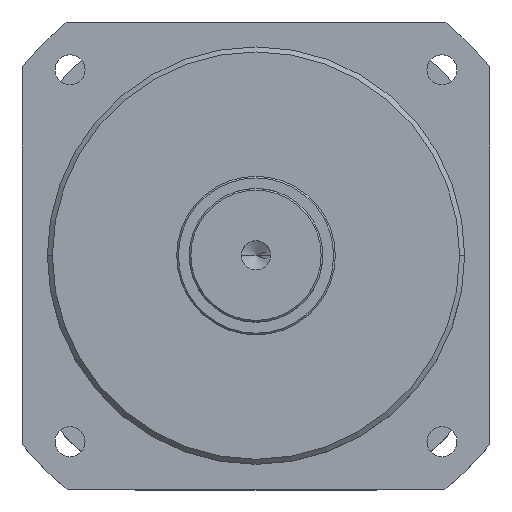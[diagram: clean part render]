
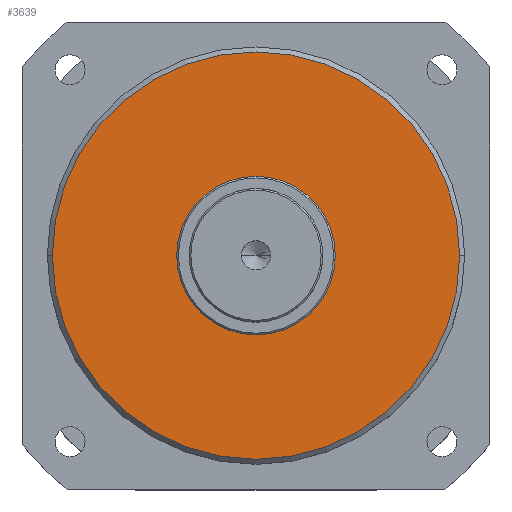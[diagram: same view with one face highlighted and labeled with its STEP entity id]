
A CAD part, top view. The second image highlights one B-rep face of the part: STEP entity #3639.
In plain terms, the highlighted planar face has unit normal (0, 0, 1).
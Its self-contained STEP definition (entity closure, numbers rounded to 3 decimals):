
#10 = CARTESIAN_POINT ( 'NONE',  ( 0., 0., 70. ) ) ;
#47 = DIRECTION ( 'NONE',  ( 0., 0., 1. ) ) ;
#78 = CARTESIAN_POINT ( 'NONE',  ( 0., 0., 70. ) ) ;
#300 = CIRCLE ( 'NONE', #1213, 122. ) ;
#301 = CIRCLE ( 'NONE', #1185, 122. ) ;
#349 = VERTEX_POINT ( 'NONE', #1566 ) ;
#378 = DIRECTION ( 'NONE',  ( 1., 0., 0. ) ) ;
#448 = PLANE ( 'NONE',  #3760 ) ;
#797 = DIRECTION ( 'NONE',  ( 1., 0., 0. ) ) ;
#823 = CARTESIAN_POINT ( 'NONE',  ( 47.5, 0., 70. ) ) ;
#831 = ORIENTED_EDGE ( 'NONE', *, *, #3498, .T. ) ;
#877 = VERTEX_POINT ( 'NONE', #823 ) ;
#1029 = EDGE_LOOP ( 'NONE', ( #831, #1239 ) ) ;
#1169 = EDGE_LOOP ( 'NONE', ( #4227, #3571 ) ) ;
#1173 = VERTEX_POINT ( 'NONE', #3638 ) ;
#1185 = AXIS2_PLACEMENT_3D ( 'NONE', #10, #2461, #378 ) ;
#1213 = AXIS2_PLACEMENT_3D ( 'NONE', #1688, #4135, #2025 ) ;
#1239 = ORIENTED_EDGE ( 'NONE', *, *, #2699, .T. ) ;
#1409 = EDGE_CURVE ( 'NONE', #877, #1173, #1612, .T. ) ;
#1560 = AXIS2_PLACEMENT_3D ( 'NONE', #2134, #47, #2492 ) ;
#1566 = CARTESIAN_POINT ( 'NONE',  ( -122., 0., 70. ) ) ;
#1612 = CIRCLE ( 'NONE', #1560, 47.5 ) ;
#1688 = CARTESIAN_POINT ( 'NONE',  ( 0., 0., 70. ) ) ;
#1749 = DIRECTION ( 'NONE',  ( 0., 0., 1. ) ) ;
#1907 = CIRCLE ( 'NONE', #1944, 47.5 ) ;
#1944 = AXIS2_PLACEMENT_3D ( 'NONE', #3841, #1749, #4204 ) ;
#2025 = DIRECTION ( 'NONE',  ( 1., 0., 0. ) ) ;
#2134 = CARTESIAN_POINT ( 'NONE',  ( 0., 0., 70. ) ) ;
#2299 = FACE_OUTER_BOUND ( 'NONE', #1029, .T. ) ;
#2461 = DIRECTION ( 'NONE',  ( 0., 0., 1. ) ) ;
#2492 = DIRECTION ( 'NONE',  ( 1., 0., 0. ) ) ;
#2699 = EDGE_CURVE ( 'NONE', #2999, #349, #300, .T. ) ;
#2868 = DIRECTION ( 'NONE',  ( 0., 0., 1. ) ) ;
#2999 = VERTEX_POINT ( 'NONE', #3778 ) ;
#3498 = EDGE_CURVE ( 'NONE', #349, #2999, #301, .T. ) ;
#3571 = ORIENTED_EDGE ( 'NONE', *, *, #1409, .F. ) ;
#3638 = CARTESIAN_POINT ( 'NONE',  ( -47.5, 0., 70. ) ) ;
#3639 = ADVANCED_FACE ( 'NONE', ( #2299, #4053 ), #448, .T. ) ;
#3760 = AXIS2_PLACEMENT_3D ( 'NONE', #78, #2868, #797 ) ;
#3778 = CARTESIAN_POINT ( 'NONE',  ( 122., 0., 70. ) ) ;
#3841 = CARTESIAN_POINT ( 'NONE',  ( 0., 0., 70. ) ) ;
#4017 = EDGE_CURVE ( 'NONE', #1173, #877, #1907, .T. ) ;
#4053 = FACE_BOUND ( 'NONE', #1169, .T. ) ;
#4135 = DIRECTION ( 'NONE',  ( 0., 0., 1. ) ) ;
#4204 = DIRECTION ( 'NONE',  ( 1., 0., 0. ) ) ;
#4227 = ORIENTED_EDGE ( 'NONE', *, *, #4017, .F. ) ;
